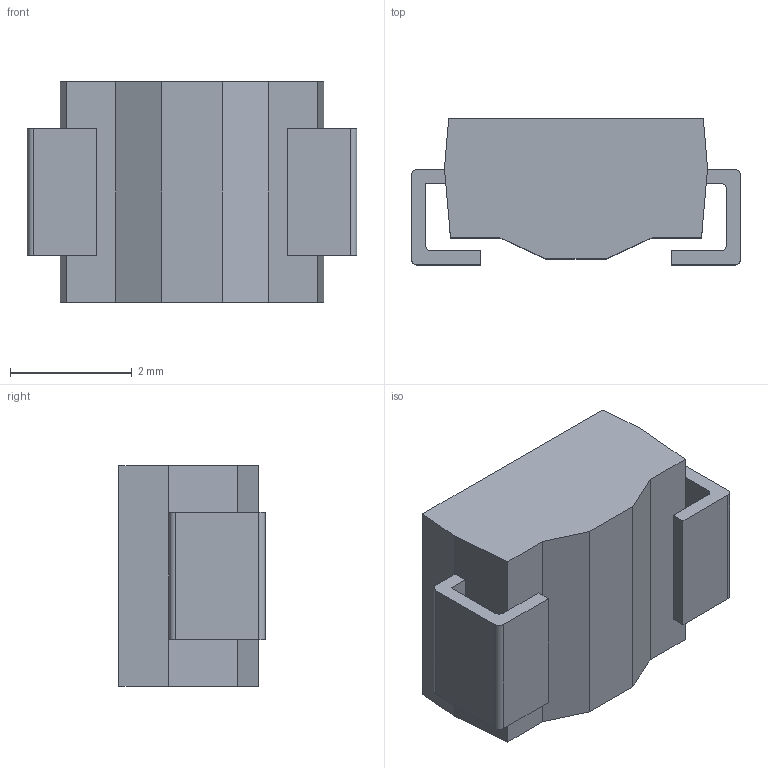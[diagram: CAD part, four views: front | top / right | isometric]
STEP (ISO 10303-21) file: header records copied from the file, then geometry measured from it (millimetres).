
FILE_DESCRIPTION( ( 'Unknown' ), '1' );
FILE_NAME( 'DO-214AA_Unidirectional.stp', 'Unknown', ( 'Unknown' ), ( 'Unknown' ), 'PSStep 17.0.49', 'Unknown', ' ' );
FILE_SCHEMA( ( 'AUTOMOTIVE_DESIGN { 1 0 10303 214 1 1 1 1 }' ) );
Length unit declared in the file: millimetre
Products named in the file (1): SMBJ-ALL
Bounding box: 5.4 x 2.4 x 3.62 mm (x, y, z)
Volume: 34.7 mm3; surface area: 87.8 mm2
Topology: 1 solids, 1 shells, 113 faces, 297 edges, 198 vertices
Faces by surface type: plane 90, extrusion 16, cylinder 7
Entity records: 4993 total; most frequent: CARTESIAN_POINT 1509, ORIENTED_EDGE 592, DIRECTION 398, EDGE_CURVE 296, VERTEX_POINT 198, VECTOR 174, LINE 158, B_SPLINE_CURVE_WITH_KNOTS 140
